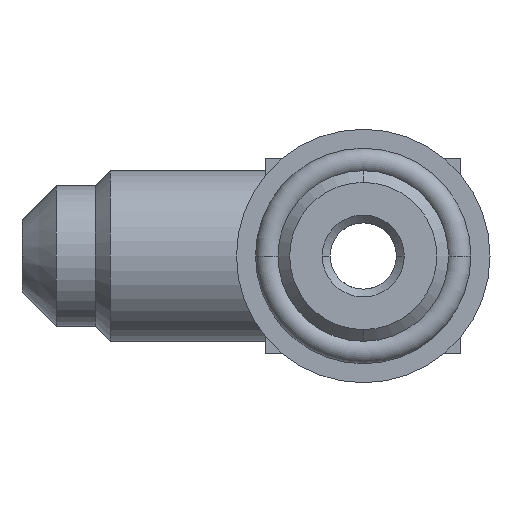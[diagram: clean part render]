
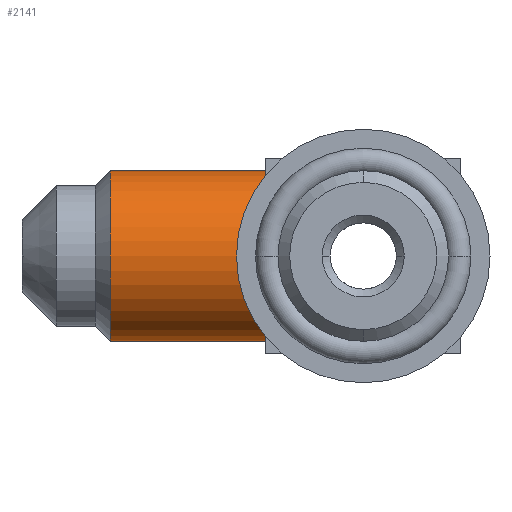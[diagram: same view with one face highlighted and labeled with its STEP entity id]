
A CAD part, left-side view. The second image highlights one B-rep face of the part: STEP entity #2141.
In plain terms, the highlighted cylindrical face has radius 5.556 mm (diameter 11.112 mm), a partial arc.
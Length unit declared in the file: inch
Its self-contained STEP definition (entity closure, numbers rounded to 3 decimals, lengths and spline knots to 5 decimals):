
#522=CARTESIAN_POINT('',(0.,0.5,0.));
#523=DIRECTION('',(0.,1.,0.));
#524=DIRECTION('',(0.,0.,-1.));
#525=AXIS2_PLACEMENT_3D('',#522,#523,#524);
#1082=CARTESIAN_POINT('',(0.,0.89875,0.));
#1083=DIRECTION('',(0.,1.,0.));
#1084=DIRECTION('',(0.,0.,-1.));
#1085=AXIS2_PLACEMENT_3D('',#1082,#1083,#1084);
#1097=DIRECTION('',(0.,1.,0.));
#1098=VECTOR('',#1097,0.39875);
#1099=CARTESIAN_POINT('',(0.,0.5,-0.21875));
#1100=LINE('',#1099,#1098);
#1104=DIRECTION('',(0.,1.,0.));
#1105=VECTOR('',#1104,0.39875);
#1106=CARTESIAN_POINT('',(0.,0.5,0.21875));
#1107=LINE('',#1106,#1105);
#1150=CARTESIAN_POINT('',(0.,0.89875,-0.21875));
#1151=CARTESIAN_POINT('',(0.,0.89875,0.21875));
#1152=VERTEX_POINT('',#1150);
#1153=VERTEX_POINT('',#1151);
#1154=CARTESIAN_POINT('',(0.,0.5,-0.21875));
#1155=VERTEX_POINT('',#1154);
#1156=CARTESIAN_POINT('',(0.,0.5,0.21875));
#1157=VERTEX_POINT('',#1156);
#2128=CARTESIAN_POINT('',(0.,0.5,0.));
#2129=DIRECTION('',(0.,1.,0.));
#2130=DIRECTION('',(0.,0.,-1.));
#2131=AXIS2_PLACEMENT_3D('',#2128,#2129,#2130);
#2132=CYLINDRICAL_SURFACE('',#2131,0.21875);
#2134=ORIENTED_EDGE('',*,*,#2133,.T.);
#2135=ORIENTED_EDGE('',*,*,#2110,.T.);
#2137=ORIENTED_EDGE('',*,*,#2136,.F.);
#2138=ORIENTED_EDGE('',*,*,#1675,.F.);
#2139=EDGE_LOOP('',(#2134,#2135,#2137,#2138));
#2140=FACE_OUTER_BOUND('',#2139,.F.);
#2141=ADVANCED_FACE('',(#2140),#2132,.T.);
#526=CIRCLE('',#525,0.21875);
#1086=CIRCLE('',#1085,0.21875);
#1675=EDGE_CURVE('',#1155,#1157,#526,.T.);
#2110=EDGE_CURVE('',#1152,#1153,#1086,.T.);
#2133=EDGE_CURVE('',#1155,#1152,#1100,.T.);
#2136=EDGE_CURVE('',#1157,#1153,#1107,.T.);
